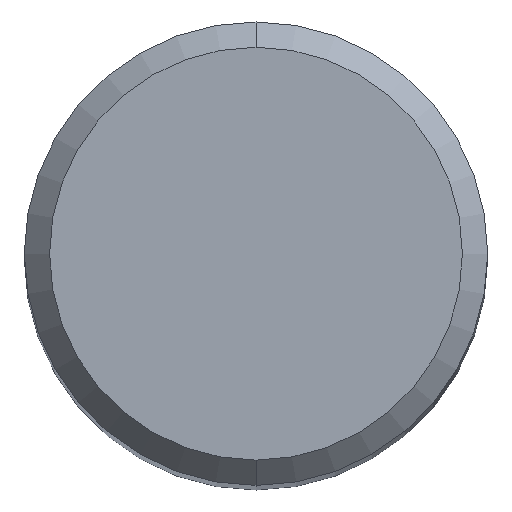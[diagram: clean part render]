
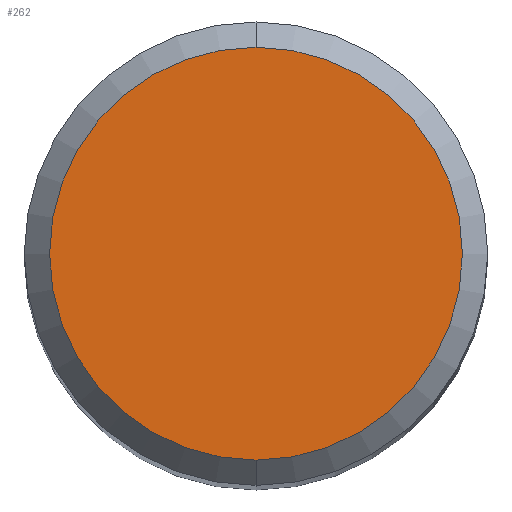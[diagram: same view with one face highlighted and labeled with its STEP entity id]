
A CAD part, top view. The second image highlights one B-rep face of the part: STEP entity #262.
In plain terms, the highlighted planar face has unit normal (0, 0, 1).
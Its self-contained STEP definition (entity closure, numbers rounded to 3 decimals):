
#184=VERTEX_POINT('',#485);
#262=ADVANCED_FACE('',(#571),#572,.T.);
#326=VERTEX_POINT('',#641);
#334=EDGE_CURVE('',#326,#184,#649,.T.);
#362=EDGE_CURVE('',#184,#326,#680,.T.);
#485=CARTESIAN_POINT('',(0.0,4.9,0.0));
#571=FACE_OUTER_BOUND('',#1022,.T.);
#572=PLANE('',#1023);
#641=CARTESIAN_POINT('',(0.,-4.9,0.0));
#649=CIRCLE('',#1200,4.9);
#680=CIRCLE('',#1247,4.9);
#1022=EDGE_LOOP('',(#1563,#1564));
#1023=AXIS2_PLACEMENT_3D('',#1565,#1566,#1567);
#1200=AXIS2_PLACEMENT_3D('',#1654,#1655,#1656);
#1247=AXIS2_PLACEMENT_3D('',#1692,#1693,#1694);
#1563=ORIENTED_EDGE('',*,*,#362,.F.);
#1564=ORIENTED_EDGE('',*,*,#334,.F.);
#1565=CARTESIAN_POINT('',(0.0,2.45,0.0));
#1566=DIRECTION('',(-0.0,0.0,1.0));
#1567=DIRECTION('',(0.0,-1.0,0.0));
#1654=CARTESIAN_POINT('',(0.0,0.0,0.0));
#1655=DIRECTION('',(0.0,0.0,-1.0));
#1656=DIRECTION('',(0.0,1.0,0.0));
#1692=CARTESIAN_POINT('',(0.0,0.0,0.0));
#1693=DIRECTION('',(0.0,0.0,-1.0));
#1694=DIRECTION('',(0.0,1.0,0.0));
